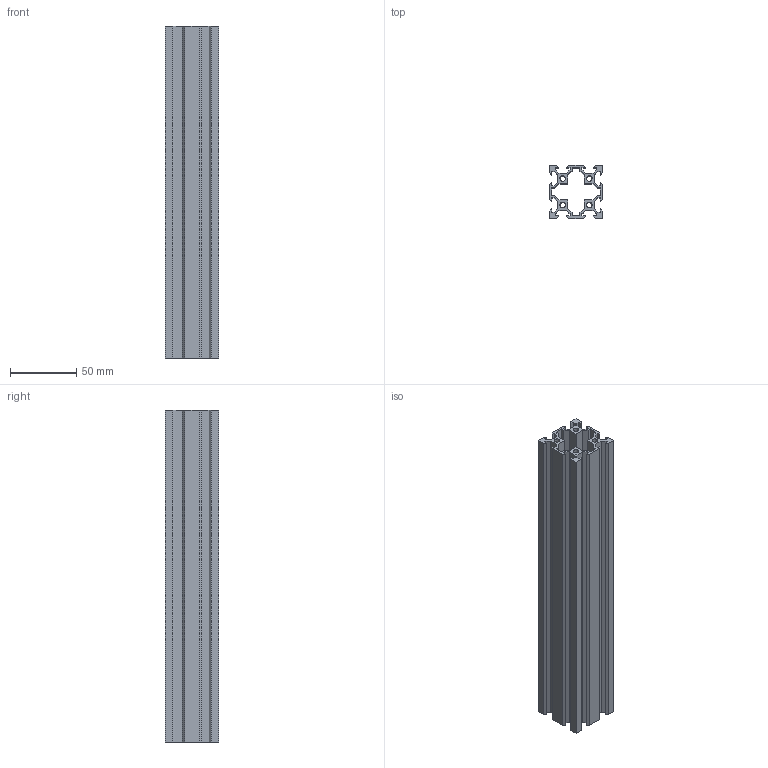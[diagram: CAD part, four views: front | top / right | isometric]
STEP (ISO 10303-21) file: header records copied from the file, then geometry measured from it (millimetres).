
FILE_DESCRIPTION(/* description */ (''),/* implementation_level */ '2;1');
FILE_NAME(/* name */ '40x40x250mm.stp',/* time_stamp */ '2016-04-17T18:29:14-07:00',/* author */ ('Ben'),/* organization */ (''),/* preprocessor_version */ 'ST-DEVELOPER v15.2',/* originating_system */ 'Autodesk Inventor 2014',/* authorisation */ '');
FILE_SCHEMA (('AUTOMOTIVE_DESIGN { 1 0 10303 214 3 1 1 }'));
Length unit declared in the file: millimetre
Products named in the file (1): 40x40x250mm
Bounding box: 40 x 40 x 250 mm (x, y, z)
Volume: 117589.6 mm3; surface area: 122128.3 mm2
Topology: 1 solids, 1 shells, 118 faces, 348 edges, 232 vertices
Faces by surface type: plane 114, cylinder 4
Full cylindrical faces by diameter (mm): 4.2 x4
Entity records: 4006 total; most frequent: CARTESIAN_POINT 695, ORIENTED_EDGE 688, DIRECTION 590, EDGE_CURVE 344, LINE 336, VECTOR 336, VERTEX_POINT 232, EDGE_LOOP 132
